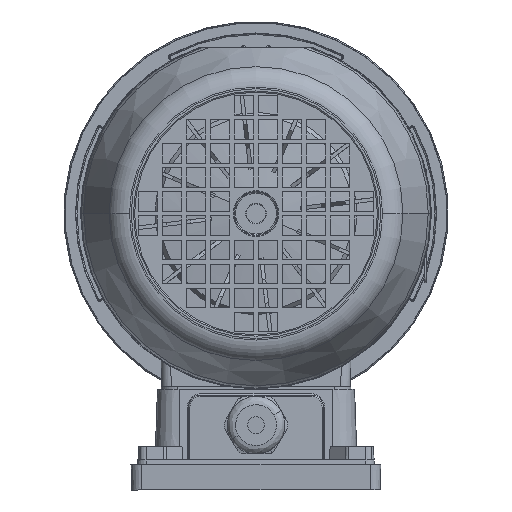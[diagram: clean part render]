
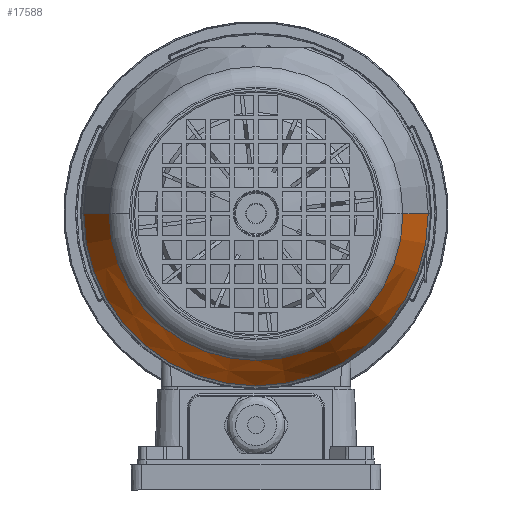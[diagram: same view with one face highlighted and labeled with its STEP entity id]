
A CAD part, left-side view. The second image highlights one B-rep face of the part: STEP entity #17588.
In plain terms, the highlighted conical face has half-angle 23.629 degrees and reference radius 58.5 mm.
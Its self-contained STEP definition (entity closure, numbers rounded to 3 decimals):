
#3762 = AXIS2_PLACEMENT_3D ( 'NONE', #94707, #70214, #53905 ) ;
#4108 = DIRECTION ( 'NONE',  ( -0.916, 0., 0.401 ) ) ;
#6124 = VERTEX_POINT ( 'NONE', #106834 ) ;
#7627 = CIRCLE ( 'NONE', #77129, 61.121 ) ;
#13867 = DIRECTION ( 'NONE',  ( -0.916, 0., -0.401 ) ) ;
#14411 = LINE ( 'NONE', #47050, #72555 ) ;
#16177 = EDGE_CURVE ( 'NONE', #6124, #32875, #104337, .T. ) ;
#17588 = ADVANCED_FACE ( 'NONE', ( #86556 ), #33310, .T. ) ;
#31647 = DIRECTION ( 'NONE',  ( 0., 0., -1. ) ) ;
#32170 = DIRECTION ( 'NONE',  ( 0., 0., -1. ) ) ;
#32875 = VERTEX_POINT ( 'NONE', #93580 ) ;
#33310 = CONICAL_SURFACE ( 'NONE', #3762, 58.5, 0.412 ) ;
#36185 = CARTESIAN_POINT ( 'NONE',  ( 70., 0., 58.5 ) ) ;
#40344 = CARTESIAN_POINT ( 'NONE',  ( 39.916, 0., 0. ) ) ;
#47050 = CARTESIAN_POINT ( 'NONE',  ( 70., 0., -58.5 ) ) ;
#49943 = VERTEX_POINT ( 'NONE', #56244 ) ;
#51558 = ORIENTED_EDGE ( 'NONE', *, *, #77888, .T. ) ;
#52544 = LINE ( 'NONE', #36185, #67931 ) ;
#53905 = DIRECTION ( 'NONE',  ( 0., 0., 1. ) ) ;
#56244 = CARTESIAN_POINT ( 'NONE',  ( 64.008, 0., -61.121 ) ) ;
#62600 = EDGE_LOOP ( 'NONE', ( #80947, #51558, #100931, #86958 ) ) ;
#67931 = VECTOR ( 'NONE', #4108, 1000. ) ;
#69141 = EDGE_CURVE ( 'NONE', #88784, #49943, #7627, .T. ) ;
#70214 = DIRECTION ( 'NONE',  ( -1., 0., 0. ) ) ;
#72555 = VECTOR ( 'NONE', #13867, 1000. ) ;
#72999 = AXIS2_PLACEMENT_3D ( 'NONE', #40344, #81173, #32170 ) ;
#77129 = AXIS2_PLACEMENT_3D ( 'NONE', #105159, #81739, #31647 ) ;
#77888 = EDGE_CURVE ( 'NONE', #49943, #6124, #14411, .T. ) ;
#79052 = CARTESIAN_POINT ( 'NONE',  ( 64.008, 0., 61.121 ) ) ;
#80947 = ORIENTED_EDGE ( 'NONE', *, *, #69141, .T. ) ;
#81173 = DIRECTION ( 'NONE',  ( 1., 0., 0. ) ) ;
#81739 = DIRECTION ( 'NONE',  ( -1., 0., 0. ) ) ;
#86556 = FACE_OUTER_BOUND ( 'NONE', #62600, .T. ) ;
#86958 = ORIENTED_EDGE ( 'NONE', *, *, #91257, .F. ) ;
#88784 = VERTEX_POINT ( 'NONE', #79052 ) ;
#91257 = EDGE_CURVE ( 'NONE', #88784, #32875, #52544, .T. ) ;
#93580 = CARTESIAN_POINT ( 'NONE',  ( 39.916, 0., 71.662 ) ) ;
#94707 = CARTESIAN_POINT ( 'NONE',  ( 70., 0., 0. ) ) ;
#100931 = ORIENTED_EDGE ( 'NONE', *, *, #16177, .T. ) ;
#104337 = CIRCLE ( 'NONE', #72999, 71.662 ) ;
#105159 = CARTESIAN_POINT ( 'NONE',  ( 64.008, 0., 0. ) ) ;
#106834 = CARTESIAN_POINT ( 'NONE',  ( 39.916, 0., -71.662 ) ) ;
